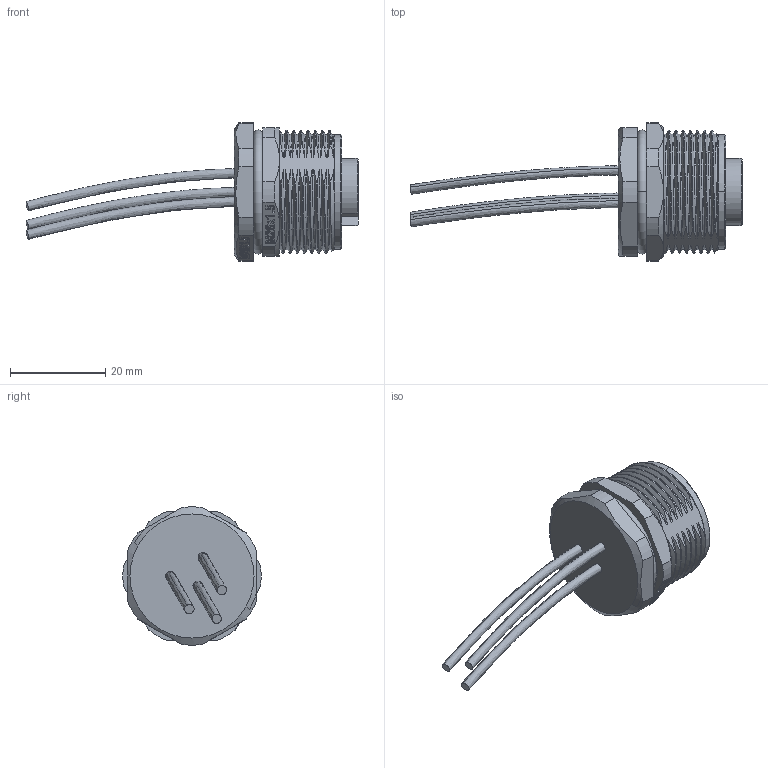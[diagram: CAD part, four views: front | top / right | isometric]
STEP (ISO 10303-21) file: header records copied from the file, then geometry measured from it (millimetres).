
FILE_DESCRIPTION((''),'2;1');
FILE_NAME('7_8-F03-BKR-M26_1_5-W_SW0001','2020-12-28T',('tc.chen'),(''),'PRO/ENGINEER BY PARAMETRIC TECHNOLOGY CORPORATION, 2012480','PRO/ENGINEER BY PARAMETRIC TECHNOLOGY CORPORATION, 2012480','');
FILE_SCHEMA(('AUTOMOTIVE_DESIGN { 1 0 10303 214 1 1 1 1 }'));
Length unit declared in the file: millimetre
Products named in the file (1): 7_8-F03-BKR-M26_1_5-W_SW0001
Bounding box: 69.57 x 28.96 x 28.96 mm (x, y, z)
Volume: 11277.4 mm3; surface area: 7257.7 mm2
Topology: 1 solids, 1 shells, 516 faces, 1455 edges, 952 vertices
Faces by surface type: plane 171, extrusion 106, bspline 94, cylinder 70, cone 45, torus 18, revolution 12
Entity records: 26824 total; most frequent: CARTESIAN_POINT 12734, ORIENTED_EDGE 2898, DIRECTION 1764, EDGE_CURVE 1449, VERTEX_POINT 952, B_SPLINE_CURVE_WITH_KNOTS 737, VECTOR 728, LINE 622
